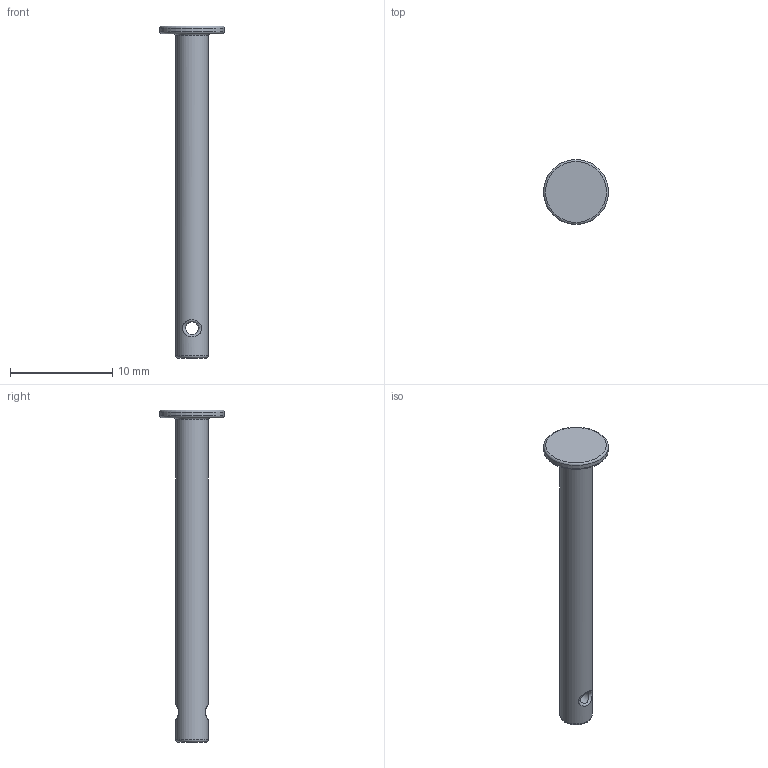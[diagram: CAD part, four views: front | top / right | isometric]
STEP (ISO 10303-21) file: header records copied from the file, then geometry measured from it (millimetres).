
FILE_DESCRIPTION(/* description */ ('STEP AP214'),/* implementation_level */ '2;1');
FILE_NAME(/* name */ '5ff8ba82d5f3c11540e16797',/* time_stamp */ '2021-01-08T20:04:48+00:00',/* author */ (''),/* organization */ (''),/* preprocessor_version */ 'ST-DEVELOPER v18.1',/* originating_system */ ' ',/* authorisation */ ' ');
FILE_SCHEMA (('AUTOMOTIVE_DESIGN {1 0 10303 214 3 1 1}'));
Length unit declared in the file: metre
Products named in the file (1): id2
Bounding box: 6.35 x 6.35 x 32.51 mm (x, y, z)
Volume: 271.1 mm3; surface area: 398.4 mm2
Topology: 1 solids, 1 shells, 12 faces, 22 edges, 13 vertices
Faces by surface type: torus 4, cylinder 3, plane 3, bspline 2
Full cylindrical faces by diameter (mm): 1.27 x1, 3.175 x1, 6.35 x1
Entity records: 418 total; most frequent: CARTESIAN_POINT 197, DIRECTION 38, ORIENTED_EDGE 24, EDGE_LOOP 24, FACE_BOUND 24, AXIS2_PLACEMENT_3D 19, EDGE_CURVE 12, VERTEX_POINT 12
